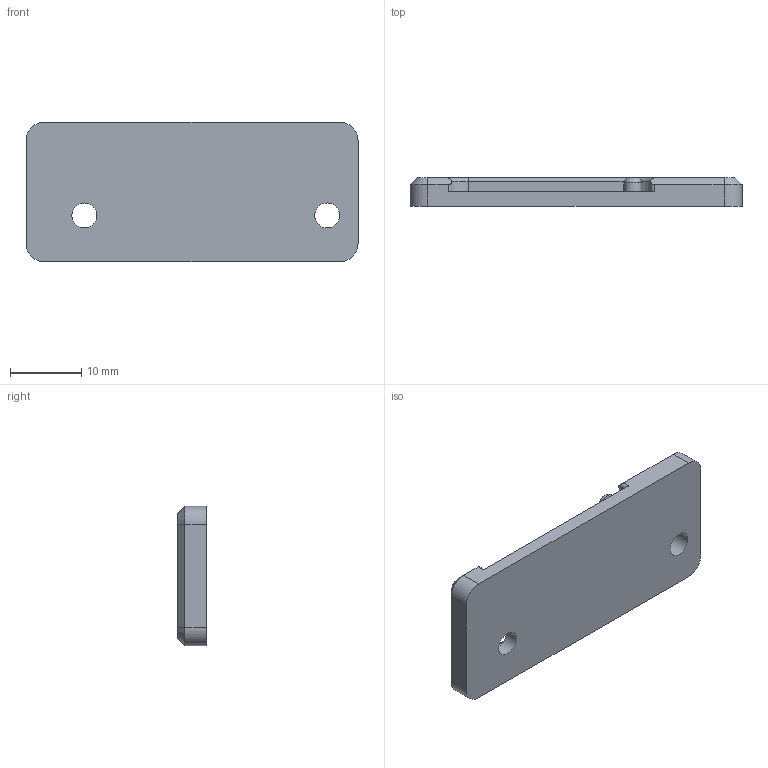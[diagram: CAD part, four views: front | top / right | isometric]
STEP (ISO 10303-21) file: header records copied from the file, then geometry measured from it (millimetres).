
FILE_DESCRIPTION(/* description */ (''),/* implementation_level */ '2;1');
FILE_NAME(/* name */ 'EndStop Holder v6.step',/* time_stamp */ '2024-10-02T10:05:25-07:00',/* author */ (''),/* organization */ (''),/* preprocessor_version */ 'ST-DEVELOPER v20',/* originating_system */ 'Autodesk Translation Framework v13.20.0.188',/* authorisation */ '');
FILE_SCHEMA (('AUTOMOTIVE_DESIGN { 1 0 10303 214 3 1 1 }'));
Length unit declared in the file: millimetre
Products named in the file (1): EndStop Holder
Bounding box: 46.49 x 4 x 19.5 mm (x, y, z)
Volume: 2592.7 mm3; surface area: 2345 mm2
Topology: 1 solids, 1 shells, 43 faces, 103 edges, 64 vertices
Faces by surface type: plane 17, cylinder 17, cone 4, torus 4, bspline 1
Full cylindrical faces by diameter (mm): 2.5 x2, 3.5 x2
Entity records: 1329 total; most frequent: CARTESIAN_POINT 261, DIRECTION 230, ORIENTED_EDGE 206, EDGE_CURVE 103, AXIS2_PLACEMENT_3D 88, VERTEX_POINT 64, LINE 54, VECTOR 54
